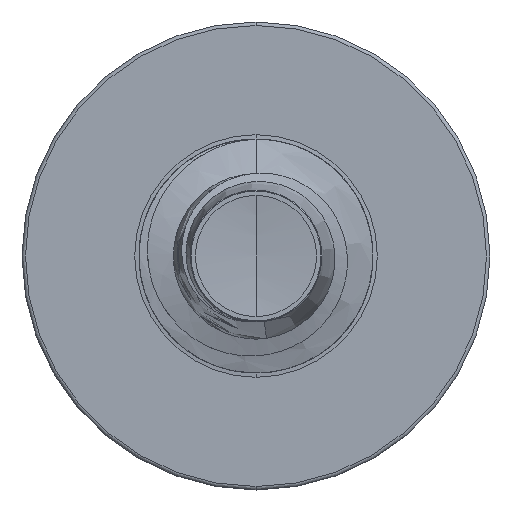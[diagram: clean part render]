
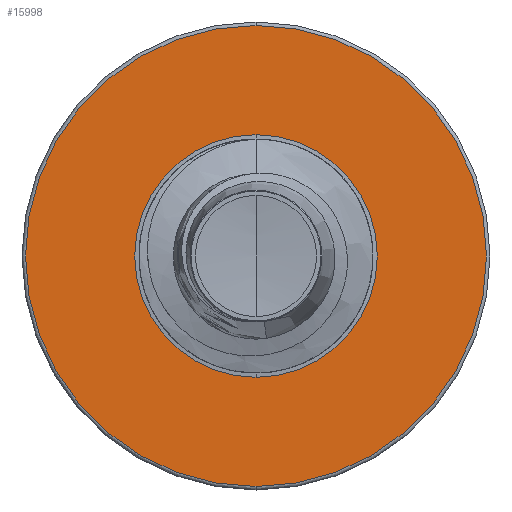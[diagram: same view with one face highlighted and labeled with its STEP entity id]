
A CAD part, front view. The second image highlights one B-rep face of the part: STEP entity #15998.
In plain terms, the highlighted planar face has unit normal (0, -1, 0).
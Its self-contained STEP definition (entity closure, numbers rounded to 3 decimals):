
#1315 = AXIS2_PLACEMENT_3D ( 'NONE', #17323, #17290, #17256 ) ;
#2517 = CARTESIAN_POINT ( 'NONE',  ( 0., 12.5, 1.296 ) ) ;
#3261 = CARTESIAN_POINT ( 'NONE',  ( 0., 12.5, -1.296 ) ) ;
#3290 = EDGE_CURVE ( 'NONE', #26718, #8488, #16146, .T. ) ;
#3763 = EDGE_LOOP ( 'NONE', ( #19433, #23978 ) ) ;
#4175 = AXIS2_PLACEMENT_3D ( 'NONE', #12783, #12777, #12718 ) ;
#4216 = DIRECTION ( 'NONE',  ( 0., 0., 1. ) ) ;
#4253 = DIRECTION ( 'NONE',  ( 0., 1., 0. ) ) ;
#4293 = CARTESIAN_POINT ( 'NONE',  ( 0., 12.5, 0. ) ) ;
#4490 = CARTESIAN_POINT ( 'NONE',  ( 0., 12.5, 2.463 ) ) ;
#5185 = VERTEX_POINT ( 'NONE', #4490 ) ;
#5331 = CIRCLE ( 'NONE', #4175, 1.296 ) ;
#6024 = PLANE ( 'NONE',  #8194 ) ;
#7383 = ORIENTED_EDGE ( 'NONE', *, *, #10808, .F. ) ;
#7663 = CARTESIAN_POINT ( 'NONE',  ( 0., 12.5, 0. ) ) ;
#8194 = AXIS2_PLACEMENT_3D ( 'NONE', #3261, #13542, #26221 ) ;
#8434 = CARTESIAN_POINT ( 'NONE',  ( 0., 12.5, -2.462 ) ) ;
#8488 = VERTEX_POINT ( 'NONE', #9206 ) ;
#9206 = CARTESIAN_POINT ( 'NONE',  ( 0., 12.5, -1.296 ) ) ;
#10254 = DIRECTION ( 'NONE',  ( 0., 0., 1. ) ) ;
#10808 = EDGE_CURVE ( 'NONE', #19326, #5185, #20535, .T. ) ;
#12718 = DIRECTION ( 'NONE',  ( 0., 0., 1. ) ) ;
#12777 = DIRECTION ( 'NONE',  ( 0., 1., 0. ) ) ;
#12783 = CARTESIAN_POINT ( 'NONE',  ( 0., 12.5, 0. ) ) ;
#12935 = EDGE_LOOP ( 'NONE', ( #23440, #7383 ) ) ;
#13542 = DIRECTION ( 'NONE',  ( 0., 1., 0. ) ) ;
#14453 = EDGE_CURVE ( 'NONE', #8488, #26718, #5331, .T. ) ;
#15998 = ADVANCED_FACE ( 'NONE', ( #26504, #17608 ), #6024, .F. ) ;
#16146 = CIRCLE ( 'NONE', #21530, 1.296 ) ;
#17256 = DIRECTION ( 'NONE',  ( 0., 0., 1. ) ) ;
#17290 = DIRECTION ( 'NONE',  ( 0., 1., 0. ) ) ;
#17323 = CARTESIAN_POINT ( 'NONE',  ( 0., 12.5, 0. ) ) ;
#17608 = FACE_BOUND ( 'NONE', #3763, .T. ) ;
#19326 = VERTEX_POINT ( 'NONE', #8434 ) ;
#19433 = ORIENTED_EDGE ( 'NONE', *, *, #3290, .T. ) ;
#20219 = AXIS2_PLACEMENT_3D ( 'NONE', #7663, #22467, #10254 ) ;
#20535 = CIRCLE ( 'NONE', #1315, 2.462 ) ;
#21530 = AXIS2_PLACEMENT_3D ( 'NONE', #4293, #4253, #4216 ) ;
#22050 = CIRCLE ( 'NONE', #20219, 2.462 ) ;
#22467 = DIRECTION ( 'NONE',  ( 0., 1., 0. ) ) ;
#23440 = ORIENTED_EDGE ( 'NONE', *, *, #25206, .F. ) ;
#23978 = ORIENTED_EDGE ( 'NONE', *, *, #14453, .T. ) ;
#25206 = EDGE_CURVE ( 'NONE', #5185, #19326, #22050, .T. ) ;
#26221 = DIRECTION ( 'NONE',  ( 0., 0., 1. ) ) ;
#26504 = FACE_OUTER_BOUND ( 'NONE', #12935, .T. ) ;
#26718 = VERTEX_POINT ( 'NONE', #2517 ) ;
